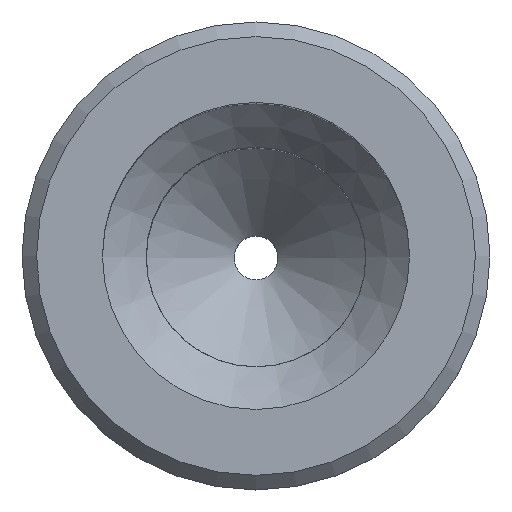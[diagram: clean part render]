
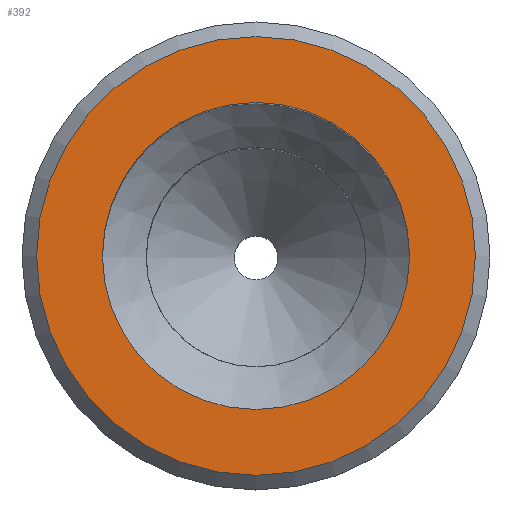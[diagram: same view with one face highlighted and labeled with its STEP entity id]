
A CAD part, top view. The second image highlights one B-rep face of the part: STEP entity #392.
In plain terms, the highlighted planar face has unit normal (0, 0, 1).
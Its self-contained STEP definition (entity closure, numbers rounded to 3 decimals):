
#234 = CONICAL_SURFACE('',#235,16.,0.785);
#235 = AXIS2_PLACEMENT_3D('',#236,#237,#238);
#236 = CARTESIAN_POINT('',(0.,0.,81.3));
#237 = DIRECTION('',(-0.,-0.,-1.));
#238 = DIRECTION('',(1.,0.,0.));
#307 = VERTEX_POINT('',#308);
#308 = CARTESIAN_POINT('',(15.,0.,82.3));
#329 = EDGE_CURVE('',#307,#307,#330,.T.);
#330 = SURFACE_CURVE('',#331,(#336,#343),.PCURVE_S1.);
#331 = CIRCLE('',#332,15.);
#332 = AXIS2_PLACEMENT_3D('',#333,#334,#335);
#333 = CARTESIAN_POINT('',(0.,0.,82.3));
#334 = DIRECTION('',(0.,-0.,1.));
#335 = DIRECTION('',(1.,0.,0.));
#336 = PCURVE('',#234,#337);
#337 = DEFINITIONAL_REPRESENTATION('',(#338),#342);
#338 = LINE('',#339,#340);
#339 = CARTESIAN_POINT('',(-0.,-1.));
#340 = VECTOR('',#341,1.);
#341 = DIRECTION('',(-1.,0.));
#342 = ( GEOMETRIC_REPRESENTATION_CONTEXT(2) 
PARAMETRIC_REPRESENTATION_CONTEXT() REPRESENTATION_CONTEXT('2D SPACE',''
  ) );
#343 = PCURVE('',#344,#349);
#344 = PLANE('',#345);
#345 = AXIS2_PLACEMENT_3D('',#346,#347,#348);
#346 = CARTESIAN_POINT('',(0.,0.,82.3));
#347 = DIRECTION('',(0.,0.,1.));
#348 = DIRECTION('',(1.,0.,0.));
#349 = DEFINITIONAL_REPRESENTATION('',(#350),#354);
#350 = CIRCLE('',#351,15.);
#351 = AXIS2_PLACEMENT_2D('',#352,#353);
#352 = CARTESIAN_POINT('',(0.,0.));
#353 = DIRECTION('',(1.,0.));
#354 = ( GEOMETRIC_REPRESENTATION_CONTEXT(2) 
PARAMETRIC_REPRESENTATION_CONTEXT() REPRESENTATION_CONTEXT('2D SPACE',''
  ) );
#392 = ADVANCED_FACE('',(#393,#396),#344,.T.);
#393 = FACE_BOUND('',#394,.T.);
#394 = EDGE_LOOP('',(#395));
#395 = ORIENTED_EDGE('',*,*,#329,.T.);
#396 = FACE_BOUND('',#397,.F.);
#397 = EDGE_LOOP('',(#398));
#398 = ORIENTED_EDGE('',*,*,#399,.T.);
#399 = EDGE_CURVE('',#400,#400,#402,.T.);
#400 = VERTEX_POINT('',#401);
#401 = CARTESIAN_POINT('',(10.5,0.,82.3));
#402 = SURFACE_CURVE('',#403,(#408,#415),.PCURVE_S1.);
#403 = CIRCLE('',#404,10.5);
#404 = AXIS2_PLACEMENT_3D('',#405,#406,#407);
#405 = CARTESIAN_POINT('',(0.,0.,82.3));
#406 = DIRECTION('',(0.,0.,1.));
#407 = DIRECTION('',(1.,0.,0.));
#408 = PCURVE('',#344,#409);
#409 = DEFINITIONAL_REPRESENTATION('',(#410),#414);
#410 = CIRCLE('',#411,10.5);
#411 = AXIS2_PLACEMENT_2D('',#412,#413);
#412 = CARTESIAN_POINT('',(0.,0.));
#413 = DIRECTION('',(1.,0.));
#414 = ( GEOMETRIC_REPRESENTATION_CONTEXT(2) 
PARAMETRIC_REPRESENTATION_CONTEXT() REPRESENTATION_CONTEXT('2D SPACE',''
  ) );
#415 = PCURVE('',#416,#421);
#416 = CYLINDRICAL_SURFACE('',#417,10.5);
#417 = AXIS2_PLACEMENT_3D('',#418,#419,#420);
#418 = CARTESIAN_POINT('',(0.,0.,80.));
#419 = DIRECTION('',(0.,0.,-1.));
#420 = DIRECTION('',(1.,0.,0.));
#421 = DEFINITIONAL_REPRESENTATION('',(#422),#426);
#422 = LINE('',#423,#424);
#423 = CARTESIAN_POINT('',(-0.,-2.3));
#424 = VECTOR('',#425,1.);
#425 = DIRECTION('',(-1.,0.));
#426 = ( GEOMETRIC_REPRESENTATION_CONTEXT(2) 
PARAMETRIC_REPRESENTATION_CONTEXT() REPRESENTATION_CONTEXT('2D SPACE',''
  ) );
